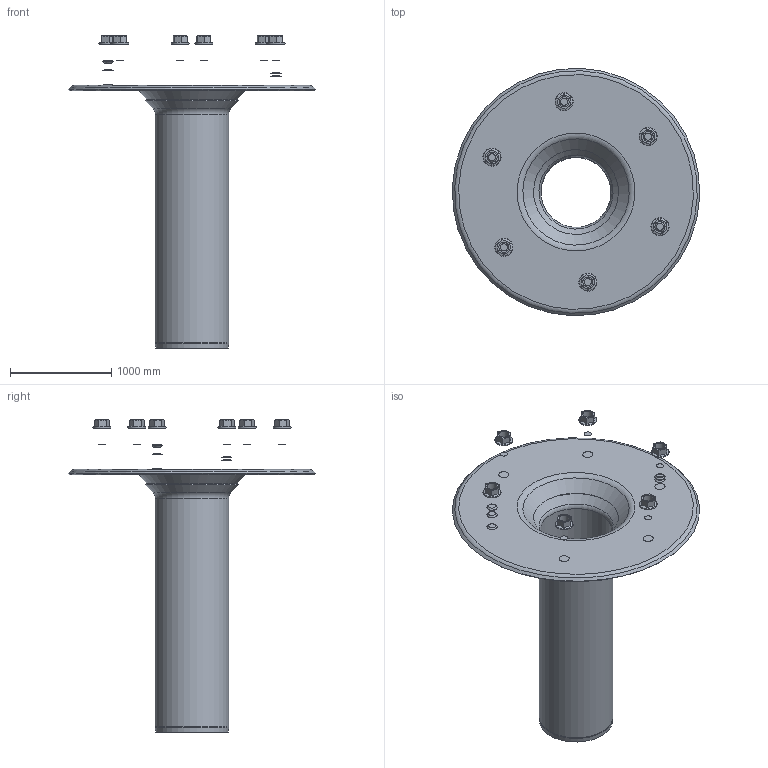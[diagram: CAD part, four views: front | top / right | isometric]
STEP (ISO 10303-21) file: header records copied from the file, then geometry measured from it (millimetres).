
FILE_DESCRIPTION(/* description */ (''),/* implementation_level */ '2;1');
FILE_NAME(/* name */ '21981.070X_3D.stp',/* time_stamp */ '2025-03-12T11:16:21+01:00',/* author */ ('N.Hausmann'),/* organization */ (''),/* preprocessor_version */ 'ST-DEVELOPER v20',/* originating_system */ 'AutoCAD Mechanical',/* authorisation */ '');
FILE_SCHEMA (('AUTOMOTIVE_DESIGN { 1 0 10303 214 3 1 1 }'));
Length unit declared in the file: centimetre
Products named in the file (2): Product; *S1
Assembly tree (1 placements, depth 2):
  Product
    *S1
Bounding box: 2447.67 x 2447.67 x 3090 mm (x, y, z)
Volume: 184458003.4 mm3; surface area: 21451855.8 mm2
Topology: 14 solids, 14 shells, 240 faces, 489 edges, 276 vertices
Faces by surface type: cone 156, plane 62, torus 14, cylinder 8
Full cylindrical faces by diameter (mm): 99.999 x6, 700 x1, 730 x1
Entity records: 6124 total; most frequent: CARTESIAN_POINT 1224, DIRECTION 1083, ORIENTED_EDGE 976, EDGE_CURVE 488, AXIS2_PLACEMENT_3D 459, VERTEX_POINT 274, EDGE_LOOP 254, FACE_OUTER_BOUND 240
